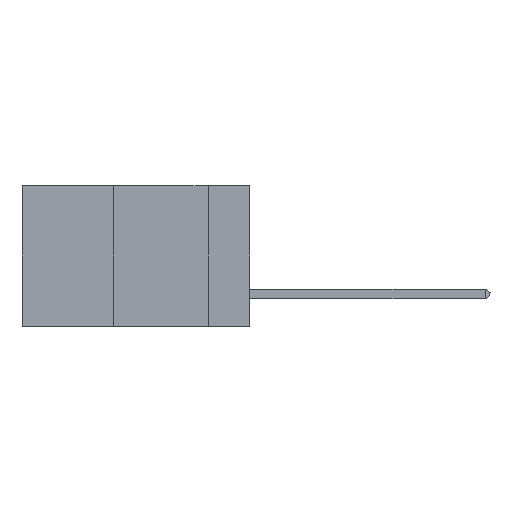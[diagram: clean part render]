
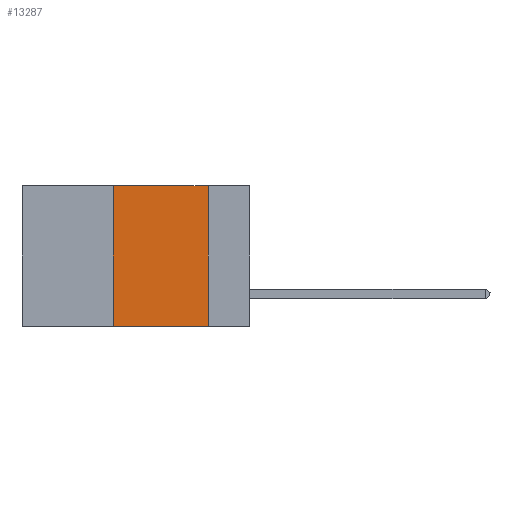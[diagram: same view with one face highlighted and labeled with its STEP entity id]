
A CAD part, left-side view. The second image highlights one B-rep face of the part: STEP entity #13287.
In plain terms, the highlighted planar face has unit normal (-1, 0, 0).
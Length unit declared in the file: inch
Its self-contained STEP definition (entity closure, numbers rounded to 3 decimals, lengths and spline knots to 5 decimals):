
#1770 = VERTEX_POINT ( 'NONE', #20228 ) ;
#1875 = EDGE_CURVE ( 'NONE', #18709, #24148, #9859, .T. ) ;
#4661 = FACE_OUTER_BOUND ( 'NONE', #40278, .T. ) ;
#4682 = DIRECTION ( 'NONE',  ( 0., -1., 0. ) ) ;
#5925 = ORIENTED_EDGE ( 'NONE', *, *, #1875, .F. ) ;
#6164 = DIRECTION ( 'NONE',  ( 0., 0., -1. ) ) ;
#6291 = EDGE_CURVE ( 'NONE', #24148, #19069, #29259, .T. ) ;
#7041 = AXIS2_PLACEMENT_3D ( 'NONE', #26838, #30317, #6164 ) ;
#9836 = PLANE ( 'NONE',  #7041 ) ;
#9859 = LINE ( 'NONE', #28426, #27096 ) ;
#10969 = LINE ( 'NONE', #31543, #11477 ) ;
#11477 = VECTOR ( 'NONE', #21237, 39.37008 ) ;
#11541 = EDGE_CURVE ( 'NONE', #1770, #18709, #10969, .T. ) ;
#13287 = ADVANCED_FACE ( 'NONE', ( #4661 ), #9836, .F. ) ;
#14206 = DIRECTION ( 'NONE',  ( 0., -1., 0. ) ) ;
#16969 = CARTESIAN_POINT ( 'NONE',  ( 0., 0.11, 0. ) ) ;
#18709 = VERTEX_POINT ( 'NONE', #21564 ) ;
#18898 = VECTOR ( 'NONE', #40235, 39.37008 ) ;
#19069 = VERTEX_POINT ( 'NONE', #27675 ) ;
#20228 = CARTESIAN_POINT ( 'NONE',  ( 0., 0.36, -0.37 ) ) ;
#21237 = DIRECTION ( 'NONE',  ( 0., 0., 1. ) ) ;
#21564 = CARTESIAN_POINT ( 'NONE',  ( 0., 0.36, 0. ) ) ;
#22277 = VECTOR ( 'NONE', #4682, 39.37008 ) ;
#24148 = VERTEX_POINT ( 'NONE', #16969 ) ;
#26838 = CARTESIAN_POINT ( 'NONE',  ( 0., 0.6, 0. ) ) ;
#27096 = VECTOR ( 'NONE', #14206, 39.37008 ) ;
#27675 = CARTESIAN_POINT ( 'NONE',  ( 0., 0.11, -0.37 ) ) ;
#28426 = CARTESIAN_POINT ( 'NONE',  ( 0., 0.6, 0. ) ) ;
#28678 = CARTESIAN_POINT ( 'NONE',  ( 0., 0.6, -0.37 ) ) ;
#29259 = LINE ( 'NONE', #29884, #18898 ) ;
#29884 = CARTESIAN_POINT ( 'NONE',  ( 0., 0.11, 0. ) ) ;
#30317 = DIRECTION ( 'NONE',  ( 1., 0., 0. ) ) ;
#31543 = CARTESIAN_POINT ( 'NONE',  ( 0., 0.36, 0. ) ) ;
#35212 = ORIENTED_EDGE ( 'NONE', *, *, #6291, .F. ) ;
#40235 = DIRECTION ( 'NONE',  ( 0., 0., -1. ) ) ;
#40278 = EDGE_LOOP ( 'NONE', ( #35212, #5925, #42149, #41445 ) ) ;
#40736 = EDGE_CURVE ( 'NONE', #1770, #19069, #41180, .T. ) ;
#41180 = LINE ( 'NONE', #28678, #22277 ) ;
#41445 = ORIENTED_EDGE ( 'NONE', *, *, #40736, .T. ) ;
#42149 = ORIENTED_EDGE ( 'NONE', *, *, #11541, .F. ) ;
